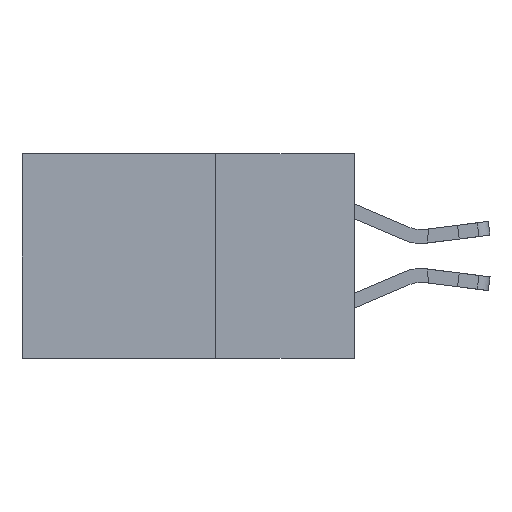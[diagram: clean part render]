
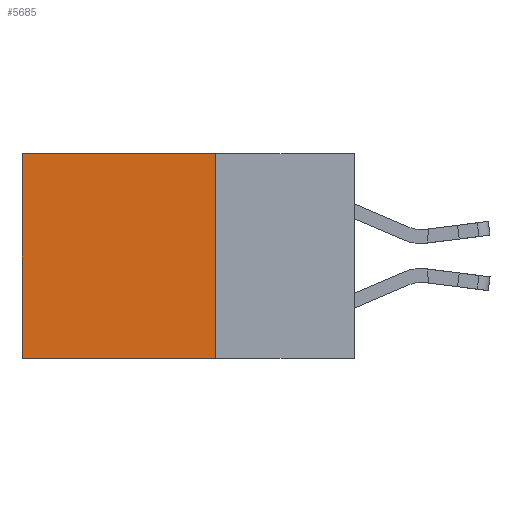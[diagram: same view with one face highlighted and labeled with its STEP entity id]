
A CAD part, left-side view. The second image highlights one B-rep face of the part: STEP entity #5685.
In plain terms, the highlighted planar face has unit normal (-1, 0, 0).
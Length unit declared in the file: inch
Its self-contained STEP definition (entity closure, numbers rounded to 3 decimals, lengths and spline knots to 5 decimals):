
#182 = VECTOR ( 'NONE', #4470, 39.37008 ) ;
#386 = ORIENTED_EDGE ( 'NONE', *, *, #3345, .T. ) ;
#594 = LINE ( 'NONE', #10744, #182 ) ;
#980 = DIRECTION ( 'NONE',  ( 0., 1., 0. ) ) ;
#1110 = ORIENTED_EDGE ( 'NONE', *, *, #5787, .T. ) ;
#2094 = CARTESIAN_POINT ( 'NONE',  ( 0.2615, 0.25, 0. ) ) ;
#2171 = DIRECTION ( 'NONE',  ( 0., 1., 0. ) ) ;
#2194 = PLANE ( 'NONE',  #9973 ) ;
#2227 = DIRECTION ( 'NONE',  ( 0., 0., -1. ) ) ;
#2266 = CARTESIAN_POINT ( 'NONE',  ( 0.2615, 0.6, -0.37 ) ) ;
#2355 = CARTESIAN_POINT ( 'NONE',  ( 0.2615, 0.25, 0. ) ) ;
#2495 = VECTOR ( 'NONE', #980, 39.37008 ) ;
#2847 = VECTOR ( 'NONE', #2171, 39.37008 ) ;
#3031 = EDGE_LOOP ( 'NONE', ( #1110, #6839, #9315, #386 ) ) ;
#3162 = DIRECTION ( 'NONE',  ( 0., 0., -1. ) ) ;
#3345 = EDGE_CURVE ( 'NONE', #4855, #5281, #6753, .T. ) ;
#3671 = EDGE_CURVE ( 'NONE', #4855, #10348, #594, .T. ) ;
#4470 = DIRECTION ( 'NONE',  ( 0., 0., -1. ) ) ;
#4605 = LINE ( 'NONE', #9889, #2495 ) ;
#4855 = VERTEX_POINT ( 'NONE', #2355 ) ;
#4970 = DIRECTION ( 'NONE',  ( 1., 0., 0. ) ) ;
#5192 = LINE ( 'NONE', #2266, #7867 ) ;
#5281 = VERTEX_POINT ( 'NONE', #10465 ) ;
#5685 = ADVANCED_FACE ( 'NONE', ( #11238 ), #2194, .F. ) ;
#5787 = EDGE_CURVE ( 'NONE', #5281, #6027, #5192, .T. ) ;
#6027 = VERTEX_POINT ( 'NONE', #8445 ) ;
#6733 = CARTESIAN_POINT ( 'NONE',  ( 0.2615, 0.25, -0.37 ) ) ;
#6753 = LINE ( 'NONE', #2094, #2847 ) ;
#6839 = ORIENTED_EDGE ( 'NONE', *, *, #10176, .F. ) ;
#7867 = VECTOR ( 'NONE', #2227, 39.37008 ) ;
#8445 = CARTESIAN_POINT ( 'NONE',  ( 0.2615, 0.6, -0.37 ) ) ;
#9315 = ORIENTED_EDGE ( 'NONE', *, *, #3671, .F. ) ;
#9454 = CARTESIAN_POINT ( 'NONE',  ( 0.2615, 0.25, -0.37 ) ) ;
#9889 = CARTESIAN_POINT ( 'NONE',  ( 0.2615, 0.25, -0.37 ) ) ;
#9973 = AXIS2_PLACEMENT_3D ( 'NONE', #6733, #4970, #3162 ) ;
#10176 = EDGE_CURVE ( 'NONE', #10348, #6027, #4605, .T. ) ;
#10348 = VERTEX_POINT ( 'NONE', #9454 ) ;
#10465 = CARTESIAN_POINT ( 'NONE',  ( 0.2615, 0.6, 0. ) ) ;
#10744 = CARTESIAN_POINT ( 'NONE',  ( 0.2615, 0.25, -0.37 ) ) ;
#11238 = FACE_OUTER_BOUND ( 'NONE', #3031, .T. ) ;
